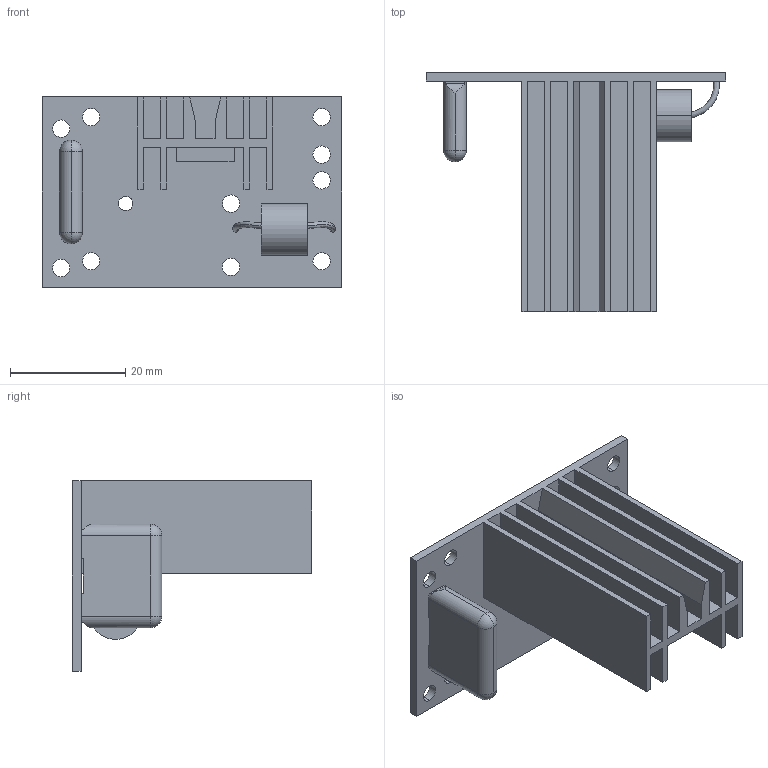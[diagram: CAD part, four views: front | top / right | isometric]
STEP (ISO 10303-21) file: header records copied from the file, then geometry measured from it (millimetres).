
FILE_DESCRIPTION (( 'STEP AP214' ), '1' );
FILE_NAME ('milwaukeebms.STEP', '2019-04-09T04:44:02', ( '' ), ( '' ), 'SwSTEP 2.0', 'SolidWorks 2017', '' );
FILE_SCHEMA (( 'AUTOMOTIVE_DESIGN' ));
Length unit declared in the file: millimetre
Products named in the file (1): milwaukeebms
Bounding box: 52 x 41.5 x 33 mm (x, y, z)
Volume: 8869.4 mm3; surface area: 12537.2 mm2
Topology: 1 solids, 1 shells, 104 faces, 293 edges, 190 vertices
Faces by surface type: plane 58, cylinder 38, bspline 4, sphere 4
Entity records: 4877 total; most frequent: CARTESIAN_POINT 1212, ORIENTED_EDGE 578, DIRECTION 549, EDGE_CURVE 289, LINE 199, VECTOR 199, VERTEX_POINT 190, AXIS2_PLACEMENT_3D 175
